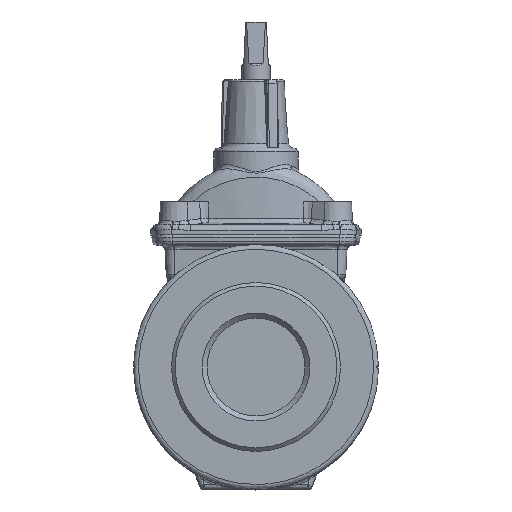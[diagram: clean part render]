
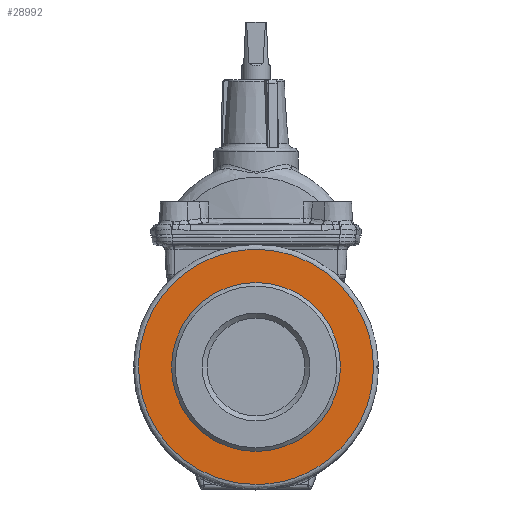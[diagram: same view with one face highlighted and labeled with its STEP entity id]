
A CAD part, top view. The second image highlights one B-rep face of the part: STEP entity #28992.
In plain terms, the highlighted planar face has unit normal (0, 0, 1).
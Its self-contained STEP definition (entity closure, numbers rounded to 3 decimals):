
#3346 = CARTESIAN_POINT ( 'NONE',  ( 0., 0., 137. ) ) ;
#3347 = DIRECTION ( 'NONE',  ( 0., 0., -1. ) ) ;
#3348 = DIRECTION ( 'NONE',  ( 0., 1., 0. ) ) ;
#18064 = FACE_OUTER_BOUND ( 'NONE', #23985, .T. ) ;
#18070 = FACE_BOUND ( 'NONE', #23873, .T. ) ;
#19130 = AXIS2_PLACEMENT_3D ( 'NONE', #3346, #3347, #3348 ) ;
#19797 = EDGE_CURVE ( 'NONE', #26172, #26172, #36055, .T. ) ;
#19938 = EDGE_CURVE ( 'NONE', #26176, #26176, #24550, .T. ) ;
#23564 = ORIENTED_EDGE ( 'NONE', *, *, #19938, .T. ) ;
#23566 = ORIENTED_EDGE ( 'NONE', *, *, #19797, .F. ) ;
#23873 = EDGE_LOOP ( 'NONE', ( #23564 ) ) ;
#23985 = EDGE_LOOP ( 'NONE', ( #23566 ) ) ;
#24550 = CIRCLE ( 'NONE', #19130, 69. ) ;
#26172 = VERTEX_POINT ( 'NONE', #26820 ) ;
#26176 = VERTEX_POINT ( 'NONE', #26824 ) ;
#26820 = CARTESIAN_POINT ( 'NONE',  ( 0., -96., 137. ) ) ;
#26824 = CARTESIAN_POINT ( 'NONE',  ( 0., 69., 137. ) ) ;
#28037 = CARTESIAN_POINT ( 'NONE',  ( 0., 69., 137. ) ) ;
#28067 = PLANE ( 'NONE',  #29868 ) ;
#28069 = DIRECTION ( 'NONE',  ( 0., 0., 1. ) ) ;
#28070 = DIRECTION ( 'NONE',  ( 0., -1., 0. ) ) ;
#28992 = ADVANCED_FACE ( 'NONE', ( #18070, #18064 ), #28067, .T. ) ;
#29868 = AXIS2_PLACEMENT_3D ( 'NONE', #28037, #28069, #28070 ) ;
#33882 = CARTESIAN_POINT ( 'NONE',  ( -192., -96., 137. ) ) ;
#33899 = CARTESIAN_POINT ( 'NONE',  ( 0., -96., 137. ) ) ;
#33902 = CARTESIAN_POINT ( 'NONE',  ( -192., 96., 137. ) ) ;
#33904 = CARTESIAN_POINT ( 'NONE',  ( 0., 96., 137. ) ) ;
#33906 = CARTESIAN_POINT ( 'NONE',  ( 192., 96., 137. ) ) ;
#33908 = CARTESIAN_POINT ( 'NONE',  ( 192., -96., 137. ) ) ;
#33910 = CARTESIAN_POINT ( 'NONE',  ( 0., -96., 137. ) ) ;
#36055 =( BOUNDED_CURVE ( )  B_SPLINE_CURVE ( 3, ( #33899, #33882, #33902, #33904, #33906, #33908, #33910 ),
 .UNSPECIFIED., .T., .T. ) 
 B_SPLINE_CURVE_WITH_KNOTS ( ( 4, 3, 4 ),
 ( 0., 0.5, 1. ),
 .UNSPECIFIED. ) 
 CURVE ( )  GEOMETRIC_REPRESENTATION_ITEM ( )  RATIONAL_B_SPLINE_CURVE ( ( 1., 0.333, 0.333, 1., 0.333, 0.333, 1. ) ) 
 REPRESENTATION_ITEM ( '' )  );
